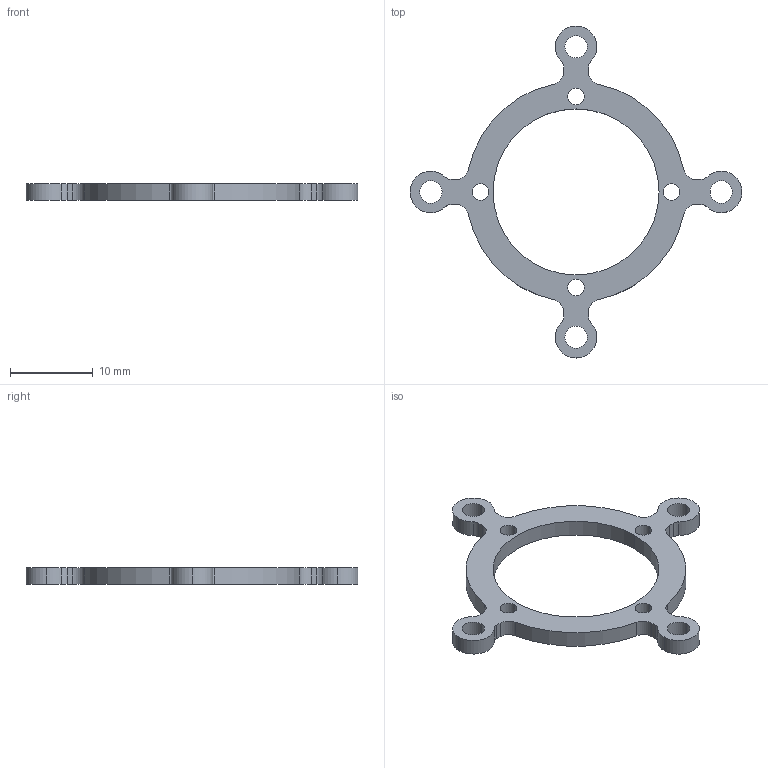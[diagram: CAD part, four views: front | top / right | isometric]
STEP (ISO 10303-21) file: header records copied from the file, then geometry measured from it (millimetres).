
FILE_DESCRIPTION (( 'STEP AP214' ), '1' );
FILE_NAME ('萇儂蟀諉啣_2715萇儂.STEP', '2022-05-21T11:04:02', ( '' ), ( '' ), 'SwSTEP 2.0', 'SolidWorks 2020', '' );
FILE_SCHEMA (( 'AUTOMOTIVE_DESIGN' ));
Length unit declared in the file: millimetre
Products named in the file (1): 萇儂蟀諉啣_2715萇儂
Bounding box: 39.99 x 40 x 2 mm (x, y, z)
Volume: 612.9 mm3; surface area: 1128.5 mm2
Topology: 1 solids, 1 shells, 57 faces, 165 edges, 110 vertices
Faces by surface type: cylinder 47, plane 10
Entity records: 2003 total; most frequent: DIRECTION 375, CARTESIAN_POINT 333, ORIENTED_EDGE 330, EDGE_CURVE 165, AXIS2_PLACEMENT_3D 152, VERTEX_POINT 110, CIRCLE 94, EDGE_LOOP 75
